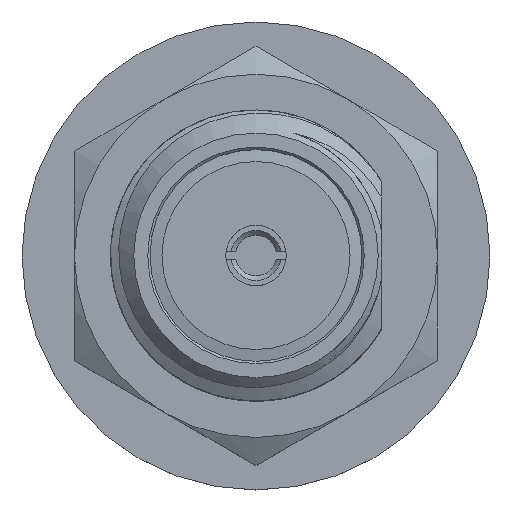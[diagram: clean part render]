
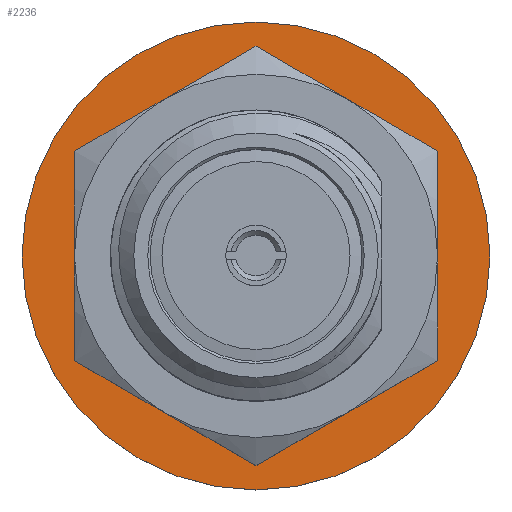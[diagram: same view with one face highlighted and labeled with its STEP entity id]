
A CAD part, top view. The second image highlights one B-rep face of the part: STEP entity #2236.
In plain terms, the highlighted planar face has unit normal (0, 0, 1).
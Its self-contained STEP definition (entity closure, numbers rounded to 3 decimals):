
#74=FACE_BOUND('',#539,.T.);
#91=PLANE('',#2427);
#397=FACE_OUTER_BOUND('',#538,.T.);
#538=EDGE_LOOP('',(#1741));
#539=EDGE_LOOP('',(#1742,#1743,#1744,#1745,#1746,#1747));
#824=CIRCLE('',#2380,3.962);
#825=CIRCLE('',#2382,5.105);
#848=CIRCLE('',#2428,3.962);
#849=CIRCLE('',#2429,3.962);
#850=CIRCLE('',#2430,3.962);
#851=CIRCLE('',#2431,3.962);
#852=CIRCLE('',#2432,3.962);
#934=VERTEX_POINT('',#4037);
#935=VERTEX_POINT('',#4038);
#937=VERTEX_POINT('',#4048);
#1035=VERTEX_POINT('',#4786);
#1036=VERTEX_POINT('',#4787);
#1037=VERTEX_POINT('',#4790);
#1038=VERTEX_POINT('',#4792);
#1168=EDGE_CURVE('',#934,#935,#824,.T.);
#1171=EDGE_CURVE('',#937,#937,#825,.T.);
#1309=EDGE_CURVE('',#1035,#1036,#848,.T.);
#1310=EDGE_CURVE('',#934,#1035,#849,.T.);
#1311=EDGE_CURVE('',#935,#1037,#850,.T.);
#1312=EDGE_CURVE('',#1037,#1038,#851,.T.);
#1313=EDGE_CURVE('',#1038,#1036,#852,.T.);
#1741=ORIENTED_EDGE('',*,*,#1171,.T.);
#1742=ORIENTED_EDGE('',*,*,#1309,.F.);
#1743=ORIENTED_EDGE('',*,*,#1310,.F.);
#1744=ORIENTED_EDGE('',*,*,#1168,.T.);
#1745=ORIENTED_EDGE('',*,*,#1311,.T.);
#1746=ORIENTED_EDGE('',*,*,#1312,.T.);
#1747=ORIENTED_EDGE('',*,*,#1313,.T.);
#2236=ADVANCED_FACE('',(#397,#74),#91,.T.);
#2380=AXIS2_PLACEMENT_3D('',#4039,#2578,#2579);
#2382=AXIS2_PLACEMENT_3D('',#4049,#2582,#2583);
#2427=AXIS2_PLACEMENT_3D('',#4785,#2702,#2703);
#2428=AXIS2_PLACEMENT_3D('',#4788,#2704,#2705);
#2429=AXIS2_PLACEMENT_3D('',#4789,#2706,#2707);
#2430=AXIS2_PLACEMENT_3D('',#4791,#2708,#2709);
#2431=AXIS2_PLACEMENT_3D('',#4793,#2710,#2711);
#2432=AXIS2_PLACEMENT_3D('',#4794,#2712,#2713);
#2578=DIRECTION('center_axis',(0.,0.,-1.));
#2579=DIRECTION('ref_axis',(0.,1.,0.));
#2582=DIRECTION('center_axis',(0.,0.,1.));
#2583=DIRECTION('ref_axis',(1.,0.,0.));
#2702=DIRECTION('center_axis',(0.,0.,1.));
#2703=DIRECTION('ref_axis',(1.,0.,0.));
#2704=DIRECTION('center_axis',(0.,0.,1.));
#2705=DIRECTION('ref_axis',(0.,1.,0.));
#2706=DIRECTION('center_axis',(0.,0.,1.));
#2707=DIRECTION('ref_axis',(0.,1.,0.));
#2708=DIRECTION('center_axis',(0.,0.,-1.));
#2709=DIRECTION('ref_axis',(0.,1.,0.));
#2710=DIRECTION('center_axis',(0.,0.,-1.));
#2711=DIRECTION('ref_axis',(0.,1.,0.));
#2712=DIRECTION('center_axis',(0.,0.,-1.));
#2713=DIRECTION('ref_axis',(0.,1.,0.));
#4037=CARTESIAN_POINT('',(-1.981,3.432,-7.823));
#4038=CARTESIAN_POINT('',(1.981,3.432,-7.823));
#4039=CARTESIAN_POINT('Origin',(0.,0.,-7.823));
#4048=CARTESIAN_POINT('',(-5.105,0.,-7.823));
#4049=CARTESIAN_POINT('Origin',(0.,0.,-7.823));
#4785=CARTESIAN_POINT('Origin',(0.,0.,-7.823));
#4786=CARTESIAN_POINT('',(-3.962,0.,-7.823));
#4787=CARTESIAN_POINT('',(-1.981,-3.432,-7.823));
#4788=CARTESIAN_POINT('Origin',(0.,0.,-7.823));
#4789=CARTESIAN_POINT('Origin',(0.,0.,-7.823));
#4790=CARTESIAN_POINT('',(3.962,0.,-7.823));
#4791=CARTESIAN_POINT('Origin',(0.,0.,-7.823));
#4792=CARTESIAN_POINT('',(1.981,-3.432,-7.823));
#4793=CARTESIAN_POINT('Origin',(0.,0.,-7.823));
#4794=CARTESIAN_POINT('Origin',(0.,0.,-7.823));
